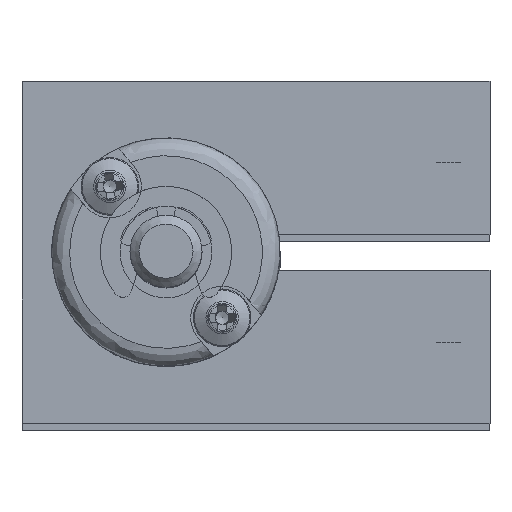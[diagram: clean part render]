
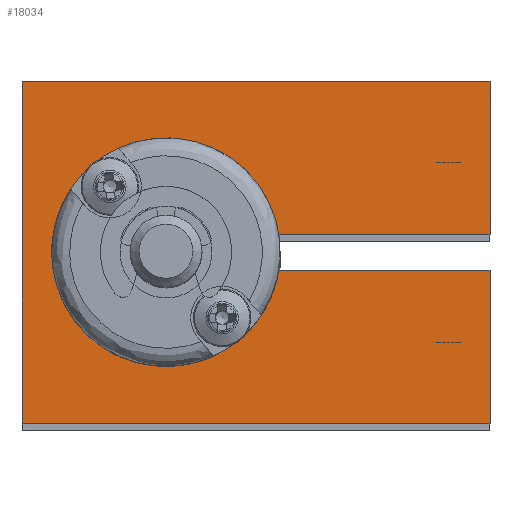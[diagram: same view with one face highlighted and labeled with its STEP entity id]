
A CAD part, top view. The second image highlights one B-rep face of the part: STEP entity #18034.
In plain terms, the highlighted planar face has unit normal (0, 0, 1).
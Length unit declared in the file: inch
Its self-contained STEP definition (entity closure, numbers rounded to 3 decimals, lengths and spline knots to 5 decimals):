
#1273 = VECTOR ( 'NONE', #13116, 39.37008 ) ;
#1654 = CARTESIAN_POINT ( 'NONE',  ( 0.70866, 0., -1.37795 ) ) ;
#2249 = LINE ( 'NONE', #11972, #20200 ) ;
#2930 = DIRECTION ( 'NONE',  ( 0., 0., 1. ) ) ;
#3291 = CARTESIAN_POINT ( 'NONE',  ( 0.70866, 0., -1.37795 ) ) ;
#3969 = ORIENTED_EDGE ( 'NONE', *, *, #10313, .T. ) ;
#4302 = ORIENTED_EDGE ( 'NONE', *, *, #17490, .T. ) ;
#4549 = VECTOR ( 'NONE', #20733, 39.37008 ) ;
#4656 = EDGE_CURVE ( 'NONE', #17857, #24793, #2249, .T. ) ;
#4947 = DIRECTION ( 'NONE',  ( 1., 0., 0. ) ) ;
#5234 = ORIENTED_EDGE ( 'NONE', *, *, #12425, .T. ) ;
#5584 = CARTESIAN_POINT ( 'NONE',  ( 0., 0., -1.37795 ) ) ;
#5974 = CIRCLE ( 'NONE', #10560, 0.25 ) ;
#6836 = DIRECTION ( 'NONE',  ( 0., -1., 0. ) ) ;
#7009 = EDGE_LOOP ( 'NONE', ( #15758, #23970, #4302, #3969, #9083, #5234, #25423, #25696 ) ) ;
#7486 = DIRECTION ( 'NONE',  ( -1., 0., 0. ) ) ;
#7530 = DIRECTION ( 'NONE',  ( 0., 0., -1. ) ) ;
#7594 = CARTESIAN_POINT ( 'NONE',  ( 0.70866, -0.03937, -1.37795 ) ) ;
#8532 = VERTEX_POINT ( 'NONE', #23007 ) ;
#8636 = CARTESIAN_POINT ( 'NONE',  ( 0.24688, -0.03937, -1.37795 ) ) ;
#9009 = LINE ( 'NONE', #16905, #14938 ) ;
#9083 = ORIENTED_EDGE ( 'NONE', *, *, #13833, .T. ) ;
#10125 = CARTESIAN_POINT ( 'NONE',  ( -0.31496, -0.37402, -1.37795 ) ) ;
#10313 = EDGE_CURVE ( 'NONE', #8532, #13557, #11912, .T. ) ;
#10484 = VERTEX_POINT ( 'NONE', #8636 ) ;
#10560 = AXIS2_PLACEMENT_3D ( 'NONE', #5584, #7530, #21584 ) ;
#10561 = VECTOR ( 'NONE', #7486, 39.37008 ) ;
#11285 = AXIS2_PLACEMENT_3D ( 'NONE', #18279, #2930, #6836 ) ;
#11912 = LINE ( 'NONE', #19725, #10561 ) ;
#11972 = CARTESIAN_POINT ( 'NONE',  ( 0., 0.03937, -1.37795 ) ) ;
#12212 = CARTESIAN_POINT ( 'NONE',  ( -0.31496, 0.37402, -1.37795 ) ) ;
#12425 = EDGE_CURVE ( 'NONE', #15713, #16371, #20844, .T. ) ;
#12947 = LINE ( 'NONE', #3291, #15084 ) ;
#13116 = DIRECTION ( 'NONE',  ( 0., 1., 0. ) ) ;
#13190 = EDGE_CURVE ( 'NONE', #20803, #10484, #9009, .T. ) ;
#13557 = VERTEX_POINT ( 'NONE', #12212 ) ;
#13833 = EDGE_CURVE ( 'NONE', #13557, #15713, #16548, .T. ) ;
#14017 = VECTOR ( 'NONE', #4947, 39.37008 ) ;
#14938 = VECTOR ( 'NONE', #22463, 39.37008 ) ;
#14967 = CARTESIAN_POINT ( 'NONE',  ( 0., -0.37402, -1.37795 ) ) ;
#15026 = DIRECTION ( 'NONE',  ( 0., 1., 0. ) ) ;
#15084 = VECTOR ( 'NONE', #15026, 39.37008 ) ;
#15713 = VERTEX_POINT ( 'NONE', #10125 ) ;
#15758 = ORIENTED_EDGE ( 'NONE', *, *, #20012, .T. ) ;
#16355 = CARTESIAN_POINT ( 'NONE',  ( 0.24688, 0.03937, -1.37795 ) ) ;
#16371 = VERTEX_POINT ( 'NONE', #22671 ) ;
#16548 = LINE ( 'NONE', #24566, #4549 ) ;
#16905 = CARTESIAN_POINT ( 'NONE',  ( 0., -0.03937, -1.37795 ) ) ;
#17490 = EDGE_CURVE ( 'NONE', #24793, #8532, #18968, .T. ) ;
#17857 = VERTEX_POINT ( 'NONE', #16355 ) ;
#18023 = PLANE ( 'NONE',  #11285 ) ;
#18034 = ADVANCED_FACE ( 'NONE', ( #19839 ), #18023, .T. ) ;
#18279 = CARTESIAN_POINT ( 'NONE',  ( 0., 0., -1.37795 ) ) ;
#18597 = CARTESIAN_POINT ( 'NONE',  ( 0.70866, 0.03937, -1.37795 ) ) ;
#18968 = LINE ( 'NONE', #1654, #1273 ) ;
#19725 = CARTESIAN_POINT ( 'NONE',  ( 0., 0.37402, -1.37795 ) ) ;
#19839 = FACE_OUTER_BOUND ( 'NONE', #7009, .T. ) ;
#20012 = EDGE_CURVE ( 'NONE', #10484, #17857, #5974, .T. ) ;
#20200 = VECTOR ( 'NONE', #25662, 39.37008 ) ;
#20733 = DIRECTION ( 'NONE',  ( 0., -1., 0. ) ) ;
#20803 = VERTEX_POINT ( 'NONE', #7594 ) ;
#20844 = LINE ( 'NONE', #14967, #14017 ) ;
#21584 = DIRECTION ( 'NONE',  ( 0., 1., 0. ) ) ;
#22463 = DIRECTION ( 'NONE',  ( -1., 0., 0. ) ) ;
#22671 = CARTESIAN_POINT ( 'NONE',  ( 0.70866, -0.37402, -1.37795 ) ) ;
#23007 = CARTESIAN_POINT ( 'NONE',  ( 0.70866, 0.37402, -1.37795 ) ) ;
#23970 = ORIENTED_EDGE ( 'NONE', *, *, #4656, .T. ) ;
#24566 = CARTESIAN_POINT ( 'NONE',  ( -0.31496, 0., -1.37795 ) ) ;
#24793 = VERTEX_POINT ( 'NONE', #18597 ) ;
#25423 = ORIENTED_EDGE ( 'NONE', *, *, #25656, .T. ) ;
#25656 = EDGE_CURVE ( 'NONE', #16371, #20803, #12947, .T. ) ;
#25662 = DIRECTION ( 'NONE',  ( 1., 0., 0. ) ) ;
#25696 = ORIENTED_EDGE ( 'NONE', *, *, #13190, .T. ) ;
